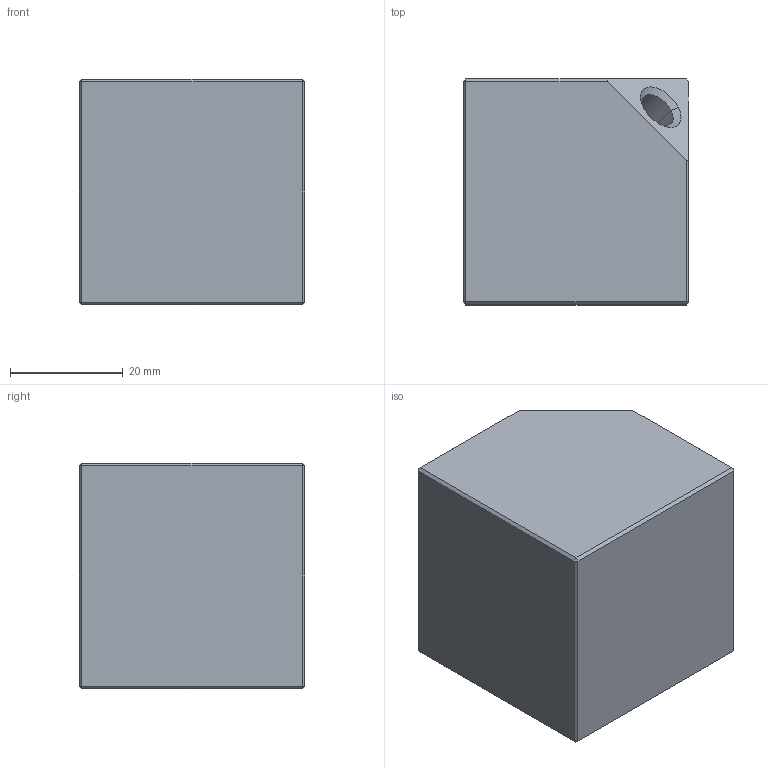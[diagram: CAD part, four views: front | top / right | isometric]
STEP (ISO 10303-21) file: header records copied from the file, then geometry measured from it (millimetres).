
FILE_DESCRIPTION (( 'STEP AP203' ), '1' );
FILE_NAME ('166-40-VA-M8.step', '2019-08-23T09:32:14', ( '' ), ( '' ), 'SwSTEP 2.0', 'SolidWorks 2015', '' );
FILE_SCHEMA (( 'CONFIG_CONTROL_DESIGN' ));
Length unit declared in the file: millimetre
Products named in the file (1): 166-40-VA-M8
Bounding box: 40 x 40 x 40 mm (x, y, z)
Volume: 62693.4 mm3; surface area: 9710.8 mm2
Topology: 1 solids, 1 shells, 281 faces, 731 edges, 478 vertices
Faces by surface type: plane 148, bspline 92, cone 39, cylinder 2
Entity records: 13203 total; most frequent: CARTESIAN_POINT 7358, ORIENTED_EDGE 1458, EDGE_CURVE 729, DIRECTION 693, VERTEX_POINT 478, B_SPLINE_CURVE_WITH_KNOTS 422, EDGE_LOOP 309, VECTOR 301
